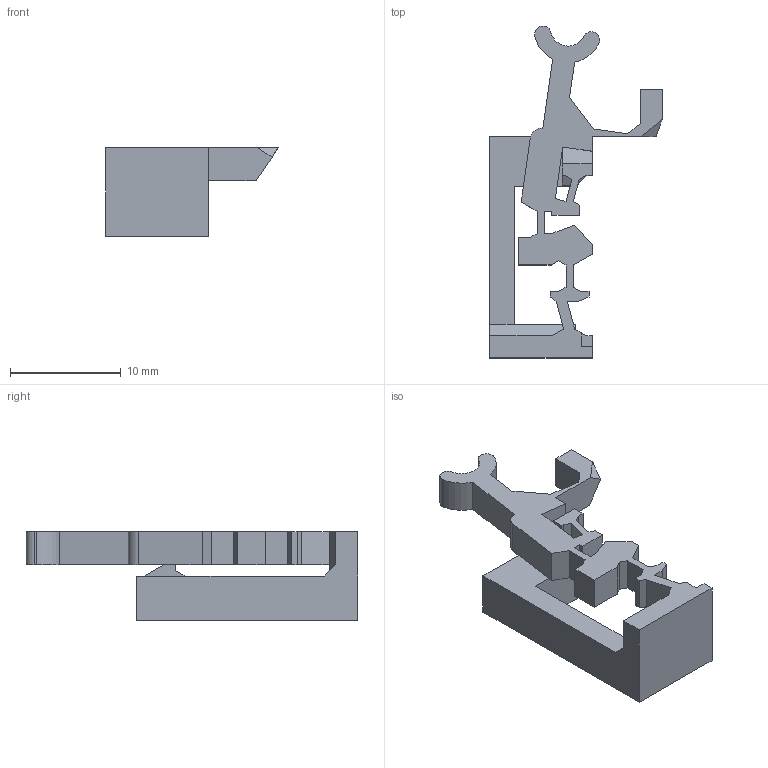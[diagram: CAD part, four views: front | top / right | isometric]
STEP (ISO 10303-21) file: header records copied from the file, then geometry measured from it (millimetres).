
FILE_DESCRIPTION (( 'STEP AP214' ), '1' );
FILE_NAME ('switch-one-hinge-angled-increase-angle.STEP', '2025-11-06T21:49:07', ( '' ), ( '' ), 'SwSTEP 2.0', 'SolidWorks 2025', '' );
FILE_SCHEMA (( 'AUTOMOTIVE_DESIGN' ));
Length unit declared in the file: millimetre
Products named in the file (1): switch-one-hinge-angled-increase-angle
Bounding box: 15.58 x 29.92 x 8 mm (x, y, z)
Volume: 729.5 mm3; surface area: 1092.6 mm2
Topology: 1 solids, 1 shells, 89 faces, 261 edges, 172 vertices
Faces by surface type: plane 82, cylinder 7
Entity records: 2928 total; most frequent: CARTESIAN_POINT 523, ORIENTED_EDGE 522, DIRECTION 455, EDGE_CURVE 261, LINE 247, VECTOR 247, VERTEX_POINT 172, AXIS2_PLACEMENT_3D 104
